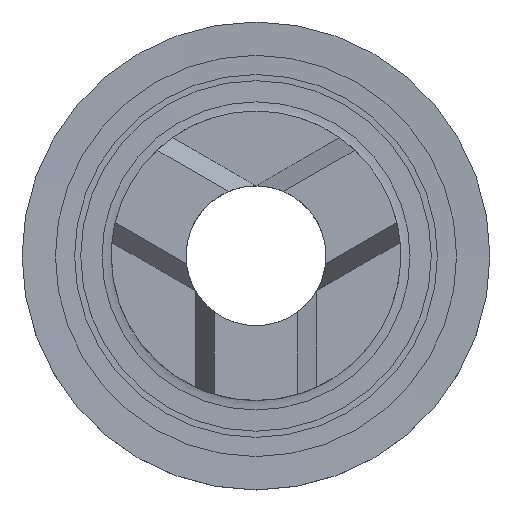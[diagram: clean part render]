
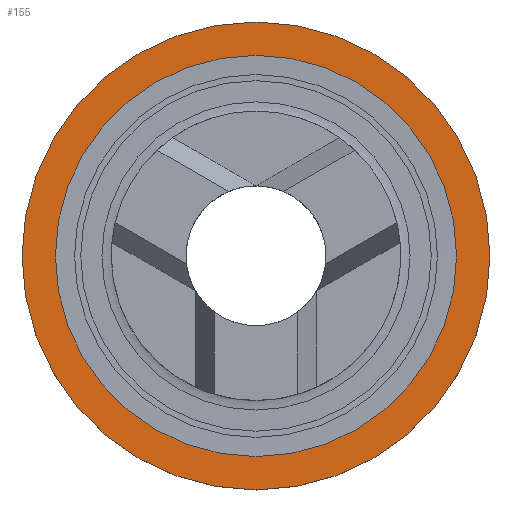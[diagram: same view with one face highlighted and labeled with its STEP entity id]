
A CAD part, top view. The second image highlights one B-rep face of the part: STEP entity #155.
In plain terms, the highlighted conical face has half-angle 89 degrees and reference radius 4.159 mm.
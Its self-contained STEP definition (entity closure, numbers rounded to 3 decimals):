
#66=CONICAL_SURFACE('',#581,4.159,89.);
#155=ADVANCED_FACE('',(#202,#203),#66,.F.);
#202=FACE_BOUND('',#250,.T.);
#203=FACE_BOUND('',#251,.T.);
#250=EDGE_LOOP('',(#356));
#251=EDGE_LOOP('',(#357));
#356=ORIENTED_EDGE('',*,*,#453,.F.);
#357=ORIENTED_EDGE('',*,*,#452,.T.);
#399=VERTEX_POINT('',#931);
#400=VERTEX_POINT('',#940);
#452=EDGE_CURVE('',#399,#399,#478,.T.);
#453=EDGE_CURVE('',#400,#400,#479,.T.);
#478=CIRCLE('',#579,4.159);
#479=CIRCLE('',#580,4.85);
#579=AXIS2_PLACEMENT_3D('',#930,#703,#704);
#580=AXIS2_PLACEMENT_3D('',#939,#706,#707);
#581=AXIS2_PLACEMENT_3D('',#941,#708,#709);
#703=DIRECTION('',(0.,0.,-1.));
#704=DIRECTION('',(-1.,0.,0.));
#706=DIRECTION('',(0.,0.,-1.));
#707=DIRECTION('',(-1.,0.,0.));
#708=DIRECTION('',(0.,0.,1.));
#709=DIRECTION('',(1.,0.,0.));
#930=CARTESIAN_POINT('',(0.,0.,-2.322));
#931=CARTESIAN_POINT('',(-4.159,0.,-2.322));
#939=CARTESIAN_POINT('',(0.,0.,-2.31));
#940=CARTESIAN_POINT('',(-4.85,0.,-2.31));
#941=CARTESIAN_POINT('',(0.,0.,-2.322));
